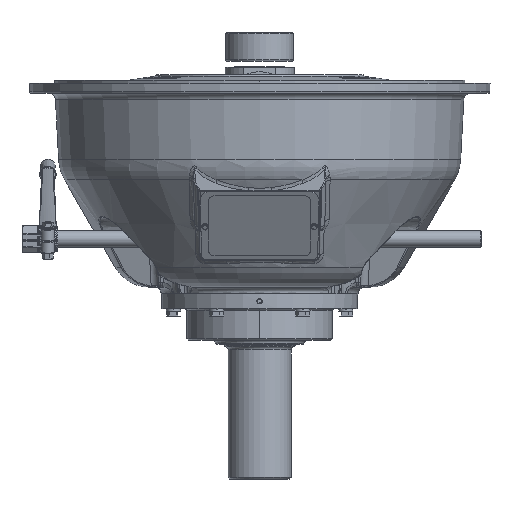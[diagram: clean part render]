
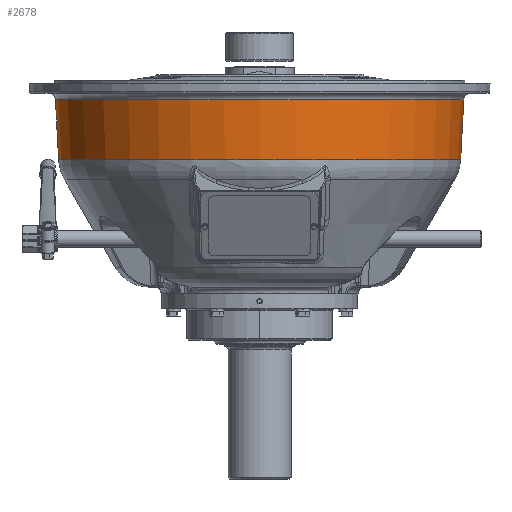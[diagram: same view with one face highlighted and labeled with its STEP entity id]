
A CAD part, front view. The second image highlights one B-rep face of the part: STEP entity #2678.
In plain terms, the highlighted conical face has half-angle 3 degrees and reference radius 385.698 mm.
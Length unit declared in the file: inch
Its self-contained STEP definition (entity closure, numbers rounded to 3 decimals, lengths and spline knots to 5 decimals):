
#552 = DIRECTION ( 'NONE',  ( 0., 0., 1. ) ) ;
#2678 = ADVANCED_FACE ( 'NONE', ( #67003 ), #37689, .T. ) ;
#5248 = LINE ( 'NONE', #65810, #42135 ) ;
#6408 = CARTESIAN_POINT ( 'NONE',  ( 15.18495, 0., -5.74844 ) ) ;
#8459 = AXIS2_PLACEMENT_3D ( 'NONE', #60818, #30875, #19596 ) ;
#12914 = CARTESIAN_POINT ( 'NONE',  ( -15.18495, 0., -5.74844 ) ) ;
#13210 = EDGE_LOOP ( 'NONE', ( #62019, #55364, #67619, #76005 ) ) ;
#13223 = AXIS2_PLACEMENT_3D ( 'NONE', #71655, #30080, #78593 ) ;
#14993 = CARTESIAN_POINT ( 'NONE',  ( 15.18495, 0., -5.74844 ) ) ;
#19596 = DIRECTION ( 'NONE',  ( 1., 0., 0. ) ) ;
#20638 = CARTESIAN_POINT ( 'NONE',  ( 15.42207, 0., -1.22383 ) ) ;
#21972 = VECTOR ( 'NONE', #63531, 39.37008 ) ;
#24180 = DIRECTION ( 'NONE',  ( -0.052, 0., 0.999 ) ) ;
#27343 = VERTEX_POINT ( 'NONE', #20638 ) ;
#28961 = VERTEX_POINT ( 'NONE', #12914 ) ;
#30080 = DIRECTION ( 'NONE',  ( 0., 0., -1. ) ) ;
#30875 = DIRECTION ( 'NONE',  ( 0., 0., 1. ) ) ;
#31023 = EDGE_CURVE ( 'NONE', #28961, #61663, #43488, .T. ) ;
#32389 = AXIS2_PLACEMENT_3D ( 'NONE', #42100, #552, #49074 ) ;
#37689 = CONICAL_SURFACE ( 'NONE', #8459, 15.18495, 0.052 ) ;
#42100 = CARTESIAN_POINT ( 'NONE',  ( 0., 0., -5.74844 ) ) ;
#42135 = VECTOR ( 'NONE', #24180, 39.37008 ) ;
#43488 = CIRCLE ( 'NONE', #32389, 15.18495 ) ;
#49074 = DIRECTION ( 'NONE',  ( 1., 0., 0. ) ) ;
#55364 = ORIENTED_EDGE ( 'NONE', *, *, #31023, .T. ) ;
#60818 = CARTESIAN_POINT ( 'NONE',  ( 0., 0., -5.74844 ) ) ;
#61663 = VERTEX_POINT ( 'NONE', #6408 ) ;
#62019 = ORIENTED_EDGE ( 'NONE', *, *, #87171, .F. ) ;
#63531 = DIRECTION ( 'NONE',  ( 0.052, 0., 0.999 ) ) ;
#65810 = CARTESIAN_POINT ( 'NONE',  ( -15.18495, 0., -5.74844 ) ) ;
#67003 = FACE_OUTER_BOUND ( 'NONE', #13210, .T. ) ;
#67619 = ORIENTED_EDGE ( 'NONE', *, *, #89999, .T. ) ;
#71655 = CARTESIAN_POINT ( 'NONE',  ( 0., 0., -1.22383 ) ) ;
#72556 = CIRCLE ( 'NONE', #13223, 15.42207 ) ;
#73930 = EDGE_CURVE ( 'NONE', #27343, #74163, #72556, .T. ) ;
#74163 = VERTEX_POINT ( 'NONE', #88241 ) ;
#75191 = LINE ( 'NONE', #14993, #21972 ) ;
#76005 = ORIENTED_EDGE ( 'NONE', *, *, #73930, .T. ) ;
#78593 = DIRECTION ( 'NONE',  ( 1., 0., 0. ) ) ;
#87171 = EDGE_CURVE ( 'NONE', #28961, #74163, #5248, .T. ) ;
#88241 = CARTESIAN_POINT ( 'NONE',  ( -15.42207, 0., -1.22383 ) ) ;
#89999 = EDGE_CURVE ( 'NONE', #61663, #27343, #75191, .T. ) ;
